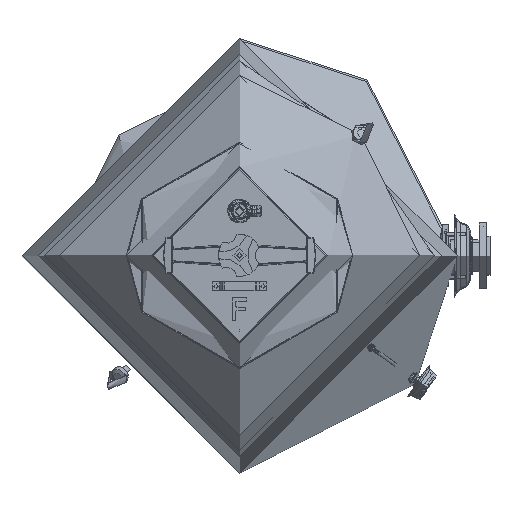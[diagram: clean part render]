
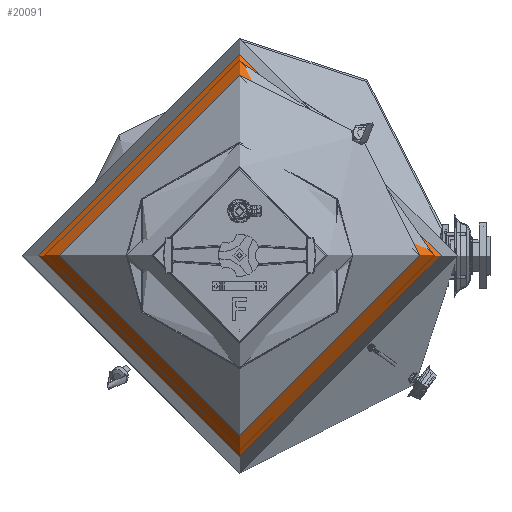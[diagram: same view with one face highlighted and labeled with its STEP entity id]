
A CAD part, top view. The second image highlights one B-rep face of the part: STEP entity #20091.
In plain terms, the highlighted free-form (B-spline) face has degree [3, 3] with [4, 7] control points.
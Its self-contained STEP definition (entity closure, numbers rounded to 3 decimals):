
#20091 = ADVANCED_FACE( '', ( #30440, #30441 ), #30442, .T. );
#30440 = FACE_OUTER_BOUND( '', #34429, .T. );
#30441 = FACE_OUTER_BOUND( '', #34430, .T. );
#30442 = ( BOUNDED_SURFACE(  )B_SPLINE_SURFACE( 3, 3, ( ( #34433, #34434, #34435, #34436, #34437, #34438, #34439 ), ( #34440, #34441, #34442, #34443, #34444, #34445, #34446 ), ( #34447, #34448, #34449, #34450, #34451, #34452, #34453 ), ( #34454, #34455, #34456, #34457, #34458, #34459, #34460 ) ), .UNSPECIFIED., .F., .T., .F. )B_SPLINE_SURFACE_WITH_KNOTS( ( 4, 4 ), ( 4, 3, 4 ), ( 0., 6.283 ), ( -0.873, -0.787, -0.702 ), .UNSPECIFIED. )GEOMETRIC_REPRESENTATION_ITEM(  )RATIONAL_B_SPLINE_SURFACE( ( ( 1., 0.333, 0.333, 1., 0.333, 0.333, 1. ), ( 0.998, 0.333, 0.333, 0.998, 0.333, 0.333, 0.998 ), ( 0.998, 0.333, 0.333, 0.998, 0.333, 0.333, 0.998 ), ( 1., 0.333, 0.333, 1., 0.333, 0.333, 1. ) ) )REPRESENTATION_ITEM( '' )SURFACE(  ) );
#34429 = EDGE_LOOP( '', ( #40147 ) );
#34430 = EDGE_LOOP( '', ( #40148 ) );
#34433 = CARTESIAN_POINT( '', ( -569.574, 0., 553.025 ) );
#34434 = CARTESIAN_POINT( '', ( -569.574, 1139.149, 553.025 ) );
#34435 = CARTESIAN_POINT( '', ( 569.574, 1139.149, 553.025 ) );
#34436 = CARTESIAN_POINT( '', ( 569.574, 0., 553.025 ) );
#34437 = CARTESIAN_POINT( '', ( 569.574, -1139.149, 553.025 ) );
#34438 = CARTESIAN_POINT( '', ( -569.574, -1139.149, 553.025 ) );
#34439 = CARTESIAN_POINT( '', ( -569.574, 0., 553.025 ) );
#34440 = CARTESIAN_POINT( '', ( -551.165, 0., 574.786 ) );
#34441 = CARTESIAN_POINT( '', ( -551.165, 1102.33, 574.786 ) );
#34442 = CARTESIAN_POINT( '', ( 551.165, 1102.33, 574.786 ) );
#34443 = CARTESIAN_POINT( '', ( 551.165, 0., 574.786 ) );
#34444 = CARTESIAN_POINT( '', ( 551.165, -1102.33, 574.786 ) );
#34445 = CARTESIAN_POINT( '', ( -551.165, -1102.33, 574.786 ) );
#34446 = CARTESIAN_POINT( '', ( -551.165, 0., 574.786 ) );
#34447 = CARTESIAN_POINT( '', ( -530.97, 0., 594.899 ) );
#34448 = CARTESIAN_POINT( '', ( -530.97, 1061.94, 594.899 ) );
#34449 = CARTESIAN_POINT( '', ( 530.97, 1061.94, 594.899 ) );
#34450 = CARTESIAN_POINT( '', ( 530.97, 0., 594.899 ) );
#34451 = CARTESIAN_POINT( '', ( 530.97, -1061.94, 594.899 ) );
#34452 = CARTESIAN_POINT( '', ( -530.97, -1061.94, 594.899 ) );
#34453 = CARTESIAN_POINT( '', ( -530.97, 0., 594.899 ) );
#34454 = CARTESIAN_POINT( '', ( -509.136, 0., 613.221 ) );
#34455 = CARTESIAN_POINT( '', ( -509.136, 1018.273, 613.221 ) );
#34456 = CARTESIAN_POINT( '', ( 509.136, 1018.273, 613.221 ) );
#34457 = CARTESIAN_POINT( '', ( 509.136, 0., 613.221 ) );
#34458 = CARTESIAN_POINT( '', ( 509.136, -1018.273, 613.221 ) );
#34459 = CARTESIAN_POINT( '', ( -509.136, -1018.273, 613.221 ) );
#34460 = CARTESIAN_POINT( '', ( -509.136, 0., 613.221 ) );
#40147 = ORIENTED_EDGE( '', *, *, #74738, .F. );
#40148 = ORIENTED_EDGE( '', *, *, #74739, .T. );
#74738 = EDGE_CURVE( '', #78954, #78954, #78955, .T. );
#74739 = EDGE_CURVE( '', #78956, #78956, #78957, .T. );
#78954 = VERTEX_POINT( '', #80692 );
#78955 = CIRCLE( '', #80693, 569.574 );
#78956 = VERTEX_POINT( '', #80694 );
#78957 = CIRCLE( '', #80695, 509.136 );
#80692 = CARTESIAN_POINT( '', ( -569.574, 0., 553.025 ) );
#80693 = AXIS2_PLACEMENT_3D( '', #80743, #80744, #80745 );
#80694 = CARTESIAN_POINT( '', ( -509.136, 0., 613.221 ) );
#80695 = AXIS2_PLACEMENT_3D( '', #80746, #80747, #80748 );
#80743 = CARTESIAN_POINT( '', ( 0., 0., 553.025 ) );
#80744 = DIRECTION( '', ( 0., 0., -1. ) );
#80745 = DIRECTION( '', ( -1., 0., 0. ) );
#80746 = CARTESIAN_POINT( '', ( 0., 0., 613.221 ) );
#80747 = DIRECTION( '', ( 0., 0., -1. ) );
#80748 = DIRECTION( '', ( -1., 0., 0. ) );
